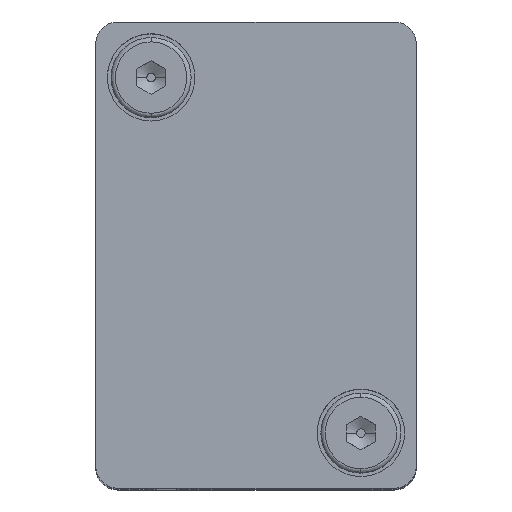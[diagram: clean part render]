
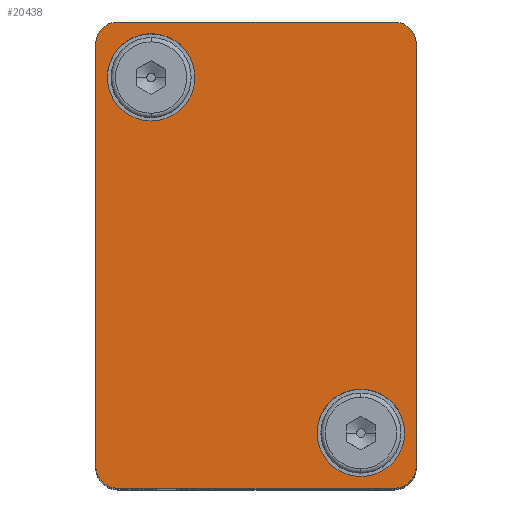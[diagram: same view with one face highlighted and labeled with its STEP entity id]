
A CAD part, top view. The second image highlights one B-rep face of the part: STEP entity #20438.
In plain terms, the highlighted face is planar.
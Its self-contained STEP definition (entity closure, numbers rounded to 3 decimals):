
#14366=CARTESIAN_POINT('',(7.2,19.75,15.2));
#14367=VERTEX_POINT('',#14366);
#14383=CARTESIAN_POINT('',(7.2,19.75,9.2));
#14384=VERTEX_POINT('',#14383);
#14391=CARTESIAN_POINT('',(7.2,19.75,12.2));
#14392=DIRECTION('',(0.0,-1.0,0.0));
#14393=DIRECTION('',(0.0,0.0,1.0));
#14394=AXIS2_PLACEMENT_3D('',#14391,#14392,#14393);
#14395=CIRCLE('',#14394,3.0);
#14396=EDGE_CURVE('',#14367,#14384,#14395,.T.);
#14408=CARTESIAN_POINT('',(-7.2,19.75,-9.2));
#14409=VERTEX_POINT('',#14408);
#14425=CARTESIAN_POINT('',(-7.2,19.75,-15.2));
#14426=VERTEX_POINT('',#14425);
#14433=CARTESIAN_POINT('',(-7.2,19.75,-12.2));
#14434=DIRECTION('',(0.0,-1.0,0.0));
#14435=DIRECTION('',(0.0,0.0,1.0));
#14436=AXIS2_PLACEMENT_3D('',#14433,#14434,#14435);
#14437=CIRCLE('',#14436,3.0);
#14438=EDGE_CURVE('',#14409,#14426,#14437,.T.);
#14450=CARTESIAN_POINT('',(-10.561,19.75,15.561));
#14451=VERTEX_POINT('',#14450);
#14467=CARTESIAN_POINT('',(-9.5,19.75,16.));
#14468=VERTEX_POINT('',#14467);
#14475=CARTESIAN_POINT('',(-9.5,19.75,14.5));
#14476=DIRECTION('',(0.0,-1.,0.0));
#14477=DIRECTION('',(-0.707,0.0,0.707));
#14478=AXIS2_PLACEMENT_3D('',#14475,#14476,#14477);
#14479=CIRCLE('',#14478,1.5);
#14480=EDGE_CURVE('',#14468,#14451,#14479,.T.);
#14492=CARTESIAN_POINT('',(-10.561,19.75,-15.561));
#14493=VERTEX_POINT('',#14492);
#14509=CARTESIAN_POINT('',(-11.0,19.75,-14.5));
#14510=VERTEX_POINT('',#14509);
#14517=CARTESIAN_POINT('',(-9.5,19.75,-14.5));
#14518=DIRECTION('',(0.0,-1.,0.0));
#14519=DIRECTION('',(-0.707,0.0,-0.707));
#14520=AXIS2_PLACEMENT_3D('',#14517,#14518,#14519);
#14521=CIRCLE('',#14520,1.5);
#14522=EDGE_CURVE('',#14510,#14493,#14521,.T.);
#14534=CARTESIAN_POINT('',(10.561,19.75,-15.561));
#14535=VERTEX_POINT('',#14534);
#14551=CARTESIAN_POINT('',(9.5,19.75,-16.0));
#14552=VERTEX_POINT('',#14551);
#14559=CARTESIAN_POINT('',(9.5,19.75,-14.5));
#14560=DIRECTION('',(0.0,-1.,0.0));
#14561=DIRECTION('',(0.707,0.0,-0.707));
#14562=AXIS2_PLACEMENT_3D('',#14559,#14560,#14561);
#14563=CIRCLE('',#14562,1.5);
#14564=EDGE_CURVE('',#14552,#14535,#14563,.T.);
#14576=CARTESIAN_POINT('',(10.561,19.75,15.561));
#14577=VERTEX_POINT('',#14576);
#14593=CARTESIAN_POINT('',(11.0,19.75,14.5));
#14594=VERTEX_POINT('',#14593);
#14601=CARTESIAN_POINT('',(9.5,19.75,14.5));
#14602=DIRECTION('',(0.0,-1.,0.0));
#14603=DIRECTION('',(0.707,0.0,0.707));
#14604=AXIS2_PLACEMENT_3D('',#14601,#14602,#14603);
#14605=CIRCLE('',#14604,1.5);
#14606=EDGE_CURVE('',#14594,#14577,#14605,.T.);
#20305=CARTESIAN_POINT('',(9.5,19.75,16.));
#20306=VERTEX_POINT('',#20305);
#20307=CARTESIAN_POINT('',(9.5,19.75,14.5));
#20308=DIRECTION('',(0.0,-1.,0.0));
#20309=DIRECTION('',(0.707,0.0,0.707));
#20310=AXIS2_PLACEMENT_3D('',#20307,#20308,#20309);
#20311=CIRCLE('',#20310,1.5);
#20312=EDGE_CURVE('',#14577,#20306,#20311,.T.);
#20338=CARTESIAN_POINT('',(9.5,19.75,16.));
#20339=DIRECTION('',(-1.0,0.0,0.0));
#20340=VECTOR('',#20339,19.0);
#20341=LINE('',#20338,#20340);
#20342=EDGE_CURVE('',#20306,#14468,#20341,.T.);
#20360=CARTESIAN_POINT('',(0.,19.75,0.));
#20361=DIRECTION('',(0.0,1.0,0.0));
#20362=DIRECTION('',(0.0,0.0,1.0));
#20363=AXIS2_PLACEMENT_3D('',#20360,#20361,#20362);
#20364=PLANE('',#20363);
#20365=ORIENTED_EDGE('',*,*,#14606,.F.);
#20366=CARTESIAN_POINT('',(11.0,19.75,-14.5));
#20367=VERTEX_POINT('',#20366);
#20368=CARTESIAN_POINT('',(11.0,19.75,-14.5));
#20369=DIRECTION('',(0.0,0.0,1.0));
#20370=VECTOR('',#20369,29.0);
#20371=LINE('',#20368,#20370);
#20372=EDGE_CURVE('',#20367,#14594,#20371,.T.);
#20373=ORIENTED_EDGE('',*,*,#20372,.F.);
#20374=CARTESIAN_POINT('',(9.5,19.75,-14.5));
#20375=DIRECTION('',(0.0,-1.,0.0));
#20376=DIRECTION('',(0.707,0.0,-0.707));
#20377=AXIS2_PLACEMENT_3D('',#20374,#20375,#20376);
#20378=CIRCLE('',#20377,1.5);
#20379=EDGE_CURVE('',#14535,#20367,#20378,.T.);
#20380=ORIENTED_EDGE('',*,*,#20379,.F.);
#20381=ORIENTED_EDGE('',*,*,#14564,.F.);
#20382=CARTESIAN_POINT('',(-9.5,19.75,-16.));
#20383=VERTEX_POINT('',#20382);
#20384=CARTESIAN_POINT('',(-9.5,19.75,-16.));
#20385=DIRECTION('',(1.0,0.0,0.0));
#20386=VECTOR('',#20385,19.0);
#20387=LINE('',#20384,#20386);
#20388=EDGE_CURVE('',#20383,#14552,#20387,.T.);
#20389=ORIENTED_EDGE('',*,*,#20388,.F.);
#20390=CARTESIAN_POINT('',(-9.5,19.75,-14.5));
#20391=DIRECTION('',(0.0,-1.,0.0));
#20392=DIRECTION('',(-0.707,0.0,-0.707));
#20393=AXIS2_PLACEMENT_3D('',#20390,#20391,#20392);
#20394=CIRCLE('',#20393,1.5);
#20395=EDGE_CURVE('',#14493,#20383,#20394,.T.);
#20396=ORIENTED_EDGE('',*,*,#20395,.F.);
#20397=ORIENTED_EDGE('',*,*,#14522,.F.);
#20398=CARTESIAN_POINT('',(-11.0,19.75,14.5));
#20399=VERTEX_POINT('',#20398);
#20400=CARTESIAN_POINT('',(-11.0,19.75,14.5));
#20401=DIRECTION('',(0.0,0.0,-1.0));
#20402=VECTOR('',#20401,29.);
#20403=LINE('',#20400,#20402);
#20404=EDGE_CURVE('',#20399,#14510,#20403,.T.);
#20405=ORIENTED_EDGE('',*,*,#20404,.F.);
#20406=CARTESIAN_POINT('',(-9.5,19.75,14.5));
#20407=DIRECTION('',(0.0,-1.,0.0));
#20408=DIRECTION('',(-0.707,0.0,0.707));
#20409=AXIS2_PLACEMENT_3D('',#20406,#20407,#20408);
#20410=CIRCLE('',#20409,1.5);
#20411=EDGE_CURVE('',#14451,#20399,#20410,.T.);
#20412=ORIENTED_EDGE('',*,*,#20411,.F.);
#20413=ORIENTED_EDGE('',*,*,#14480,.F.);
#20414=ORIENTED_EDGE('',*,*,#20342,.F.);
#20415=ORIENTED_EDGE('',*,*,#20312,.F.);
#20416=EDGE_LOOP('',(#20365,#20373,#20380,#20381,#20389,#20396,#20397,#20405,#20412,#20413,#20414,#20415));
#20417=FACE_OUTER_BOUND('',#20416,.T.);
#20418=ORIENTED_EDGE('',*,*,#14438,.T.);
#20419=CARTESIAN_POINT('',(-7.2,19.75,-12.2));
#20420=DIRECTION('',(0.0,-1.0,0.0));
#20421=DIRECTION('',(0.0,0.0,1.0));
#20422=AXIS2_PLACEMENT_3D('',#20419,#20420,#20421);
#20423=CIRCLE('',#20422,3.0);
#20424=EDGE_CURVE('',#14426,#14409,#20423,.T.);
#20425=ORIENTED_EDGE('',*,*,#20424,.T.);
#20426=EDGE_LOOP('',(#20418,#20425));
#20427=FACE_BOUND('',#20426,.T.);
#20428=ORIENTED_EDGE('',*,*,#14396,.T.);
#20429=CARTESIAN_POINT('',(7.2,19.75,12.2));
#20430=DIRECTION('',(0.0,-1.0,0.0));
#20431=DIRECTION('',(0.0,0.0,1.0));
#20432=AXIS2_PLACEMENT_3D('',#20429,#20430,#20431);
#20433=CIRCLE('',#20432,3.0);
#20434=EDGE_CURVE('',#14384,#14367,#20433,.T.);
#20435=ORIENTED_EDGE('',*,*,#20434,.T.);
#20436=EDGE_LOOP('',(#20428,#20435));
#20437=FACE_BOUND('',#20436,.T.);
#20438=ADVANCED_FACE('',(#20417,#20427,#20437),#20364,.T.);
